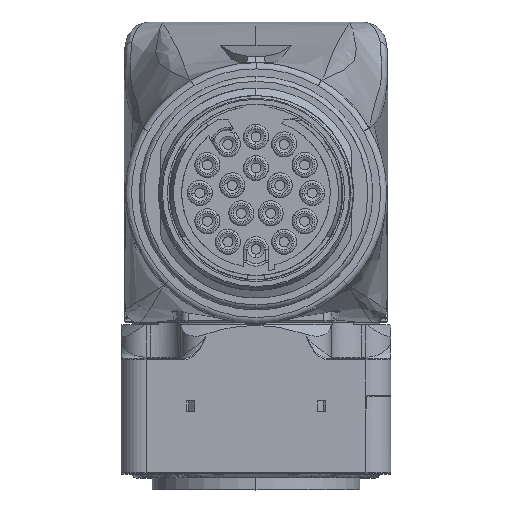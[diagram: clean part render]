
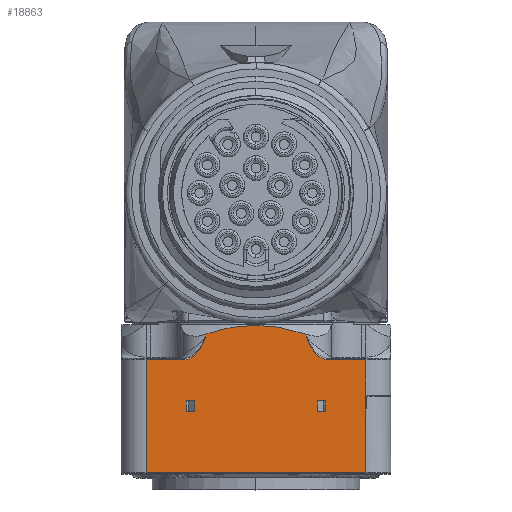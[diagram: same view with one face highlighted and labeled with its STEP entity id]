
A CAD part, top view. The second image highlights one B-rep face of the part: STEP entity #18863.
In plain terms, the highlighted planar face has unit normal (0, 0, 1).
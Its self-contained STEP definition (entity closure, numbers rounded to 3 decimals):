
#445=DIRECTION('',(0.,-1.,0.));
#446=VECTOR('',#445,9.05);
#447=CARTESIAN_POINT('',(-8.8,9.15,10.8));
#448=LINE('',#447,#446);
#453=CARTESIAN_POINT('',(-5.754,9.15,10.8));
#454=CARTESIAN_POINT('',(-5.637,9.15,10.8));
#455=CARTESIAN_POINT('',(-5.407,9.2,10.8));
#456=CARTESIAN_POINT('',(-5.103,9.365,10.8));
#457=CARTESIAN_POINT('',(-4.84,9.583,10.8));
#458=CARTESIAN_POINT('',(-4.538,9.922,10.8));
#459=CARTESIAN_POINT('',(-4.244,10.405,10.8));
#460=CARTESIAN_POINT('',(-4.082,10.826,10.8));
#461=CARTESIAN_POINT('',(-4.015,11.039,10.8));
#463=CARTESIAN_POINT('',(4.015,11.04,10.8));
#464=CARTESIAN_POINT('',(4.083,10.827,10.8));
#465=CARTESIAN_POINT('',(4.244,10.406,10.8));
#466=CARTESIAN_POINT('',(4.537,9.922,10.8));
#467=CARTESIAN_POINT('',(4.839,9.584,10.8));
#468=CARTESIAN_POINT('',(5.103,9.365,10.8));
#469=CARTESIAN_POINT('',(5.407,9.2,10.8));
#470=CARTESIAN_POINT('',(5.637,9.15,10.8));
#471=CARTESIAN_POINT('',(5.754,9.15,10.8));
#473=DIRECTION('',(1.,0.,0.));
#474=VECTOR('',#473,0.7);
#475=CARTESIAN_POINT('',(-5.6,5.,10.8));
#476=LINE('',#475,#474);
#477=DIRECTION('',(-1.,0.,0.));
#478=VECTOR('',#477,0.7);
#479=CARTESIAN_POINT('',(-4.9,5.85,10.8));
#480=LINE('',#479,#478);
#481=DIRECTION('',(0.,-1.,0.));
#482=VECTOR('',#481,0.85);
#483=CARTESIAN_POINT('',(4.9,5.85,10.8));
#484=LINE('',#483,#482);
#485=DIRECTION('',(1.,0.,0.));
#486=VECTOR('',#485,0.7);
#487=CARTESIAN_POINT('',(4.9,5.,10.8));
#488=LINE('',#487,#486);
#489=DIRECTION('',(-1.,0.,0.));
#490=VECTOR('',#489,0.7);
#491=CARTESIAN_POINT('',(5.6,5.85,10.8));
#492=LINE('',#491,#490);
#497=DIRECTION('',(0.,1.,0.));
#498=VECTOR('',#497,1.1);
#499=CARTESIAN_POINT('',(8.8,5.2,10.8));
#500=LINE('',#499,#498);
#631=DIRECTION('',(0.,1.,0.));
#632=VECTOR('',#631,2.85);
#633=CARTESIAN_POINT('',(8.8,6.3,10.8));
#634=LINE('',#633,#632);
#1215=DIRECTION('',(1.,0.,0.));
#1216=VECTOR('',#1215,17.6);
#1217=CARTESIAN_POINT('',(-8.8,0.1,10.8));
#1218=LINE('',#1217,#1216);
#1246=DIRECTION('',(0.,1.,0.));
#1247=VECTOR('',#1246,5.1);
#1248=CARTESIAN_POINT('',(8.8,0.1,10.8));
#1249=LINE('',#1248,#1247);
#1491=DIRECTION('',(0.,-1.,0.));
#1492=VECTOR('',#1491,0.85);
#1493=CARTESIAN_POINT('',(5.6,5.85,10.8));
#1494=LINE('',#1493,#1492);
#2365=CARTESIAN_POINT('',(4.015,11.178,10.8));
#2366=CARTESIAN_POINT('',(3.551,11.34,10.8));
#2367=CARTESIAN_POINT('',(2.635,11.609,10.8));
#2368=CARTESIAN_POINT('',(1.311,11.847,10.8));
#2369=CARTESIAN_POINT('',(0.,11.927,10.8));
#2370=CARTESIAN_POINT('',(-1.311,11.847,10.8));
#2371=CARTESIAN_POINT('',(-2.635,11.609,10.8));
#2372=CARTESIAN_POINT('',(-3.551,11.34,10.8));
#2373=CARTESIAN_POINT('',(-4.015,11.178,10.8));
#2388=DIRECTION('',(0.,1.,0.));
#2389=VECTOR('',#2388,0.138);
#2390=CARTESIAN_POINT('',(4.015,11.04,10.8));
#2391=LINE('',#2390,#2389);
#2422=DIRECTION('',(-1.,0.,0.));
#2423=VECTOR('',#2422,3.046);
#2424=CARTESIAN_POINT('',(8.8,9.15,10.8));
#2425=LINE('',#2424,#2423);
#2459=DIRECTION('',(0.,-1.,0.));
#2460=VECTOR('',#2459,0.139);
#2461=CARTESIAN_POINT('',(-4.015,11.178,10.8));
#2462=LINE('',#2461,#2460);
#2489=DIRECTION('',(-1.,0.,0.));
#2490=VECTOR('',#2489,3.046);
#2491=CARTESIAN_POINT('',(-5.754,9.15,10.8));
#2492=LINE('',#2491,#2490);
#13437=DIRECTION('',(0.,-1.,0.));
#13438=VECTOR('',#13437,0.85);
#13439=CARTESIAN_POINT('',(-4.9,5.85,10.8));
#13440=LINE('',#13439,#13438);
#13468=DIRECTION('',(0.,1.,0.));
#13469=VECTOR('',#13468,0.85);
#13470=CARTESIAN_POINT('',(-5.6,5.,10.8));
#13471=LINE('',#13470,#13469);
#14998=CARTESIAN_POINT('',(-8.8,9.15,10.8));
#14999=CARTESIAN_POINT('',(-8.8,0.1,10.8));
#15000=VERTEX_POINT('',#14998);
#15001=VERTEX_POINT('',#14999);
#15002=CARTESIAN_POINT('',(8.8,5.2,10.8));
#15003=CARTESIAN_POINT('',(8.8,6.3,10.8));
#15004=VERTEX_POINT('',#15002);
#15005=VERTEX_POINT('',#15003);
#15006=CARTESIAN_POINT('',(8.8,0.1,10.8));
#15007=VERTEX_POINT('',#15006);
#15008=CARTESIAN_POINT('',(-5.754,9.15,10.8));
#15009=VERTEX_POINT('',#15008);
#15010=VERTEX_POINT('',#461);
#15011=CARTESIAN_POINT('',(-4.015,11.178,10.8));
#15012=VERTEX_POINT('',#15011);
#15013=VERTEX_POINT('',#2365);
#15014=CARTESIAN_POINT('',(4.015,11.04,10.8));
#15015=VERTEX_POINT('',#15014);
#15016=VERTEX_POINT('',#471);
#15017=CARTESIAN_POINT('',(8.8,9.15,10.8));
#15018=VERTEX_POINT('',#15017);
#15019=CARTESIAN_POINT('',(-5.6,5.,10.8));
#15020=CARTESIAN_POINT('',(-5.6,5.85,10.8));
#15021=VERTEX_POINT('',#15019);
#15022=VERTEX_POINT('',#15020);
#15023=CARTESIAN_POINT('',(-4.9,5.,10.8));
#15024=VERTEX_POINT('',#15023);
#15025=CARTESIAN_POINT('',(-4.9,5.85,10.8));
#15026=VERTEX_POINT('',#15025);
#15027=CARTESIAN_POINT('',(4.9,5.85,10.8));
#15028=CARTESIAN_POINT('',(4.9,5.,10.8));
#15029=VERTEX_POINT('',#15027);
#15030=VERTEX_POINT('',#15028);
#15031=CARTESIAN_POINT('',(5.6,5.,10.8));
#15032=VERTEX_POINT('',#15031);
#15033=CARTESIAN_POINT('',(5.6,5.85,10.8));
#15034=VERTEX_POINT('',#15033);
#18813=CARTESIAN_POINT('',(-10.8,5.85,10.8));
#18814=DIRECTION('',(0.,0.,1.));
#18815=DIRECTION('',(1.,0.,0.));
#18816=AXIS2_PLACEMENT_3D('',#18813,#18814,#18815);
#18817=PLANE('',#18816);
#18819=ORIENTED_EDGE('',*,*,#18818,.F.);
#18821=ORIENTED_EDGE('',*,*,#18820,.F.);
#18823=ORIENTED_EDGE('',*,*,#18822,.F.);
#18824=ORIENTED_EDGE('',*,*,#18803,.F.);
#18826=ORIENTED_EDGE('',*,*,#18825,.F.);
#18828=ORIENTED_EDGE('',*,*,#18827,.T.);
#18830=ORIENTED_EDGE('',*,*,#18829,.F.);
#18832=ORIENTED_EDGE('',*,*,#18831,.F.);
#18834=ORIENTED_EDGE('',*,*,#18833,.F.);
#18836=ORIENTED_EDGE('',*,*,#18835,.T.);
#18838=ORIENTED_EDGE('',*,*,#18837,.F.);
#18840=ORIENTED_EDGE('',*,*,#18839,.F.);
#18841=EDGE_LOOP('',(#18819,#18821,#18823,#18824,#18826,#18828,#18830,#18832,
#18834,#18836,#18838,#18840));
#18842=FACE_OUTER_BOUND('',#18841,.F.);
#18844=ORIENTED_EDGE('',*,*,#18843,.F.);
#18846=ORIENTED_EDGE('',*,*,#18845,.T.);
#18848=ORIENTED_EDGE('',*,*,#18847,.F.);
#18850=ORIENTED_EDGE('',*,*,#18849,.T.);
#18851=EDGE_LOOP('',(#18844,#18846,#18848,#18850));
#18852=FACE_BOUND('',#18851,.F.);
#18854=ORIENTED_EDGE('',*,*,#18853,.T.);
#18856=ORIENTED_EDGE('',*,*,#18855,.T.);
#18858=ORIENTED_EDGE('',*,*,#18857,.F.);
#18860=ORIENTED_EDGE('',*,*,#18859,.T.);
#18861=EDGE_LOOP('',(#18854,#18856,#18858,#18860));
#18862=FACE_BOUND('',#18861,.F.);
#462=B_SPLINE_CURVE_WITH_KNOTS('',3,(#453,#454,#455,#456,#457,#458,#459,#460,
#461),.UNSPECIFIED.,.F.,.F.,(4,1,1,1,1,1,4),(0.,0.125,0.25,0.375,0.5,
0.75,1.),.UNSPECIFIED.);
#472=B_SPLINE_CURVE_WITH_KNOTS('',3,(#463,#464,#465,#466,#467,#468,#469,#470,
#471),.UNSPECIFIED.,.F.,.F.,(4,1,1,1,1,1,4),(0.,0.25,0.5,0.625,0.75,
0.875,1.),.UNSPECIFIED.);
#2374=B_SPLINE_CURVE_WITH_KNOTS('',3,(#2365,#2366,#2367,#2368,#2369,#2370,#2371,
#2372,#2373),.UNSPECIFIED.,.F.,.F.,(4,1,1,1,1,1,4),(0.,0.167,
0.333,0.5,0.667,0.833,1.),
.UNSPECIFIED.);
#18803=EDGE_CURVE('',#15000,#15001,#448,.T.);
#18818=EDGE_CURVE('',#15004,#15005,#500,.T.);
#18820=EDGE_CURVE('',#15007,#15004,#1249,.T.);
#18822=EDGE_CURVE('',#15001,#15007,#1218,.T.);
#18825=EDGE_CURVE('',#15009,#15000,#2492,.T.);
#18827=EDGE_CURVE('',#15009,#15010,#462,.T.);
#18829=EDGE_CURVE('',#15012,#15010,#2462,.T.);
#18831=EDGE_CURVE('',#15013,#15012,#2374,.T.);
#18833=EDGE_CURVE('',#15015,#15013,#2391,.T.);
#18835=EDGE_CURVE('',#15015,#15016,#472,.T.);
#18837=EDGE_CURVE('',#15018,#15016,#2425,.T.);
#18839=EDGE_CURVE('',#15005,#15018,#634,.T.);
#18843=EDGE_CURVE('',#15021,#15022,#13471,.T.);
#18845=EDGE_CURVE('',#15021,#15024,#476,.T.);
#18847=EDGE_CURVE('',#15026,#15024,#13440,.T.);
#18849=EDGE_CURVE('',#15026,#15022,#480,.T.);
#18853=EDGE_CURVE('',#15029,#15030,#484,.T.);
#18855=EDGE_CURVE('',#15030,#15032,#488,.T.);
#18857=EDGE_CURVE('',#15034,#15032,#1494,.T.);
#18859=EDGE_CURVE('',#15034,#15029,#492,.T.);
#18863=ADVANCED_FACE('',(#18842,#18852,#18862),#18817,.T.);
